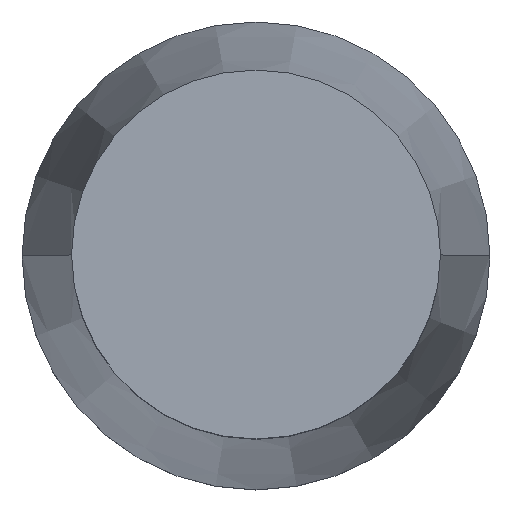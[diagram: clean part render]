
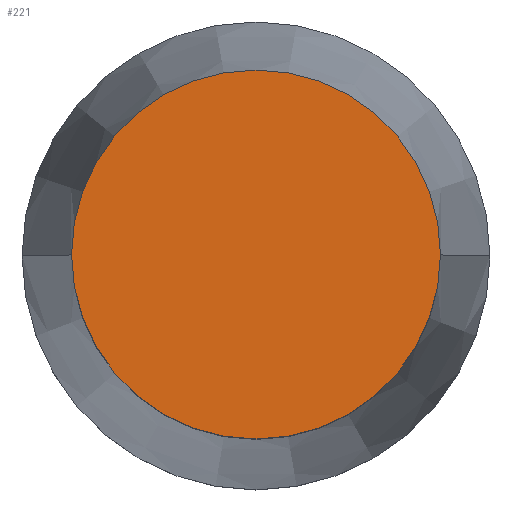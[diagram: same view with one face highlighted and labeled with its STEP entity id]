
A CAD part, top view. The second image highlights one B-rep face of the part: STEP entity #221.
In plain terms, the highlighted planar face has unit normal (0, 0, 1).
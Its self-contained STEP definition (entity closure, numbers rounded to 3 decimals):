
#40 = AXIS2_PLACEMENT_3D ( 'NONE', #693, #145, #591 ) ;
#127 = ORIENTED_EDGE ( 'NONE', *, *, #564, .T. ) ;
#145 = DIRECTION ( 'NONE',  ( 0., 0., 1. ) ) ;
#221 = ADVANCED_FACE ( 'NONE', ( #709 ), #262, .F. ) ;
#224 = VERTEX_POINT ( 'NONE', #359 ) ;
#262 = PLANE ( 'NONE',  #263 ) ;
#263 = AXIS2_PLACEMENT_3D ( 'NONE', #541, #655, #595 ) ;
#265 = DIRECTION ( 'NONE',  ( 0., 0., 1. ) ) ;
#281 = ORIENTED_EDGE ( 'NONE', *, *, #714, .T. ) ;
#351 = CARTESIAN_POINT ( 'NONE',  ( -10.25, 0., 0. ) ) ;
#359 = CARTESIAN_POINT ( 'NONE',  ( 10.25, 0., 0. ) ) ;
#450 = EDGE_LOOP ( 'NONE', ( #281, #127 ) ) ;
#503 = AXIS2_PLACEMENT_3D ( 'NONE', #607, #265, #718 ) ;
#541 = CARTESIAN_POINT ( 'NONE',  ( 0., 0., 0. ) ) ;
#564 = EDGE_CURVE ( 'NONE', #633, #224, #668, .T. ) ;
#591 = DIRECTION ( 'NONE',  ( 1., 0., 0. ) ) ;
#595 = DIRECTION ( 'NONE',  ( -1., 0., 0. ) ) ;
#607 = CARTESIAN_POINT ( 'NONE',  ( 0., 0., 0. ) ) ;
#633 = VERTEX_POINT ( 'NONE', #351 ) ;
#655 = DIRECTION ( 'NONE',  ( 0., 0., -1. ) ) ;
#668 = CIRCLE ( 'NONE', #40, 10.25 ) ;
#693 = CARTESIAN_POINT ( 'NONE',  ( 0., 0., 0. ) ) ;
#709 = FACE_OUTER_BOUND ( 'NONE', #450, .T. ) ;
#714 = EDGE_CURVE ( 'NONE', #224, #633, #723, .T. ) ;
#718 = DIRECTION ( 'NONE',  ( 1., 0., 0. ) ) ;
#723 = CIRCLE ( 'NONE', #503, 10.25 ) ;
